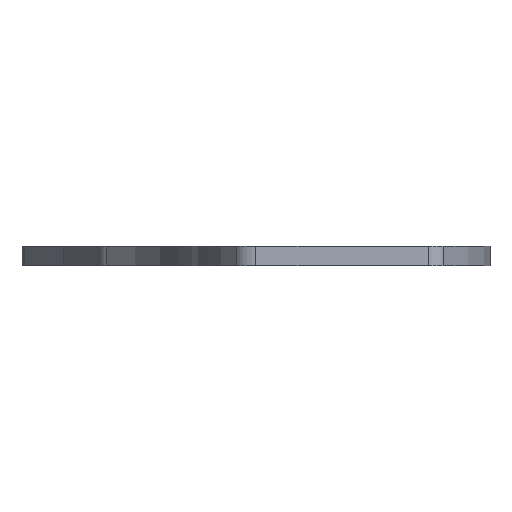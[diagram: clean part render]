
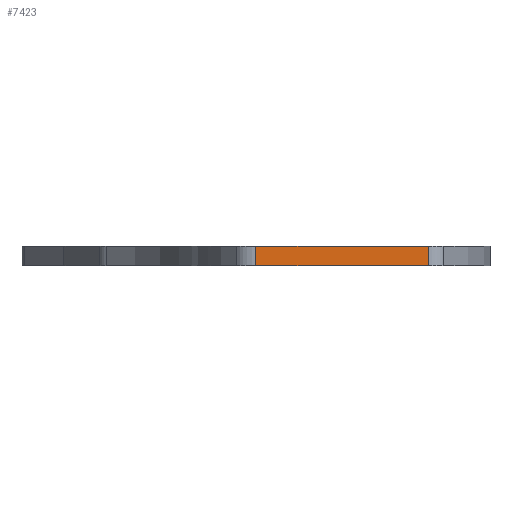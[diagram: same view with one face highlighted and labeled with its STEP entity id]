
A CAD part, front view. The second image highlights one B-rep face of the part: STEP entity #7423.
In plain terms, the highlighted planar face has unit normal (0, -1, 0).
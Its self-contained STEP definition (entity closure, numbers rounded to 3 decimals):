
#1817 = VERTEX_POINT('',#1818);
#1818 = CARTESIAN_POINT('',(39.656,-52.184,5.2));
#1825 = EDGE_CURVE('',#1817,#1826,#1828,.T.);
#1826 = VERTEX_POINT('',#1827);
#1827 = CARTESIAN_POINT('',(-4.573,-52.184,5.2));
#1828 = LINE('',#1829,#1830);
#1829 = CARTESIAN_POINT('',(39.656,-52.184,5.2));
#1830 = VECTOR('',#1831,1.);
#1831 = DIRECTION('',(-1.,0.,0.));
#2493 = VERTEX_POINT('',#2494);
#2494 = CARTESIAN_POINT('',(39.656,-52.184,0.1));
#2501 = EDGE_CURVE('',#2493,#2502,#2504,.T.);
#2502 = VERTEX_POINT('',#2503);
#2503 = CARTESIAN_POINT('',(-4.573,-52.184,0.1));
#2504 = LINE('',#2505,#2506);
#2505 = CARTESIAN_POINT('',(39.656,-52.184,0.1));
#2506 = VECTOR('',#2507,1.);
#2507 = DIRECTION('',(-1.,0.,0.));
#7410 = EDGE_CURVE('',#2502,#1826,#7411,.T.);
#7411 = LINE('',#7412,#7413);
#7412 = CARTESIAN_POINT('',(-4.573,-52.184,0.1));
#7413 = VECTOR('',#7414,1.);
#7414 = DIRECTION('',(0.,0.,1.));
#7423 = ADVANCED_FACE('',(#7424),#7435,.F.);
#7424 = FACE_BOUND('',#7425,.T.);
#7425 = EDGE_LOOP('',(#7426,#7432,#7433,#7434));
#7426 = ORIENTED_EDGE('',*,*,#7427,.T.);
#7427 = EDGE_CURVE('',#2493,#1817,#7428,.T.);
#7428 = LINE('',#7429,#7430);
#7429 = CARTESIAN_POINT('',(39.656,-52.184,0.1));
#7430 = VECTOR('',#7431,1.);
#7431 = DIRECTION('',(0.,0.,1.));
#7432 = ORIENTED_EDGE('',*,*,#1825,.T.);
#7433 = ORIENTED_EDGE('',*,*,#7410,.F.);
#7434 = ORIENTED_EDGE('',*,*,#2501,.F.);
#7435 = PLANE('',#7436);
#7436 = AXIS2_PLACEMENT_3D('',#7437,#7438,#7439);
#7437 = CARTESIAN_POINT('',(39.656,-52.184,0.1));
#7438 = DIRECTION('',(0.,1.,0.));
#7439 = DIRECTION('',(1.,0.,0.));
